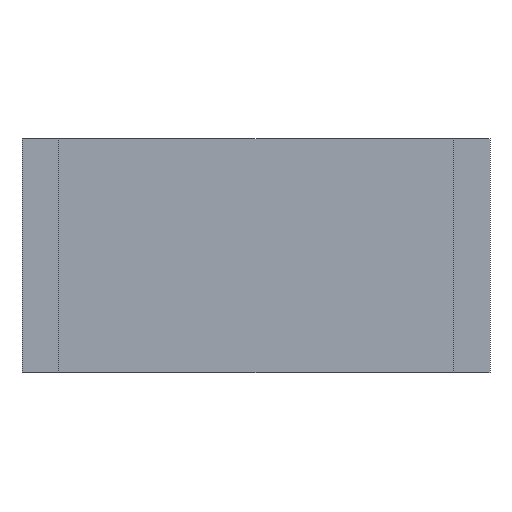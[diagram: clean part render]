
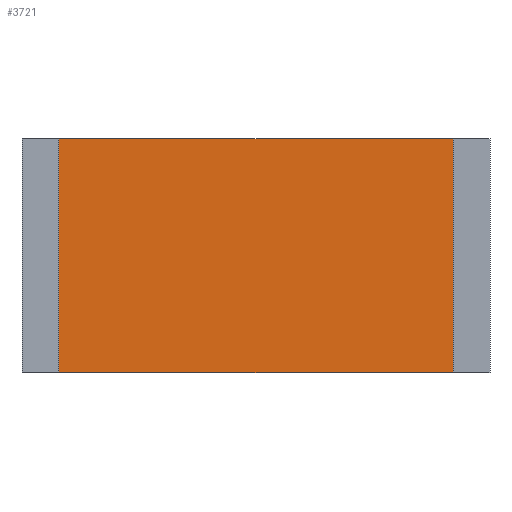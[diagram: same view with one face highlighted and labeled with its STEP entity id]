
A CAD part, front view. The second image highlights one B-rep face of the part: STEP entity #3721.
In plain terms, the highlighted planar face has unit normal (0, -1, 0).
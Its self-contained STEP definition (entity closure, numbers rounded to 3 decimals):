
#116=DIRECTION('',(-1.,0.,0.));
#117=VECTOR('',#116,5.4);
#118=CARTESIAN_POINT('',(2.7,0.02,-1.6));
#119=LINE('',#118,#117);
#137=DIRECTION('',(-1.,0.,0.));
#138=VECTOR('',#137,5.4);
#139=CARTESIAN_POINT('',(2.7,0.02,1.6));
#140=LINE('',#139,#138);
#179=DIRECTION('',(0.,0.,-1.));
#180=VECTOR('',#179,3.2);
#181=CARTESIAN_POINT('',(2.7,0.02,1.6));
#182=LINE('',#181,#180);
#186=DIRECTION('',(0.,0.,-1.));
#187=VECTOR('',#186,3.2);
#188=CARTESIAN_POINT('',(-2.7,0.02,1.6));
#189=LINE('',#188,#187);
#3011=CARTESIAN_POINT('',(2.7,0.02,1.6));
#3012=VERTEX_POINT('',#3011);
#3013=CARTESIAN_POINT('',(-2.7,0.02,1.6));
#3014=VERTEX_POINT('',#3013);
#3019=CARTESIAN_POINT('',(2.7,0.02,-1.6));
#3020=VERTEX_POINT('',#3019);
#3021=CARTESIAN_POINT('',(-2.7,0.02,-1.6));
#3022=VERTEX_POINT('',#3021);
#3709=CARTESIAN_POINT('',(2.7,0.02,1.6));
#3710=DIRECTION('',(0.,1.,0.));
#3711=DIRECTION('',(-1.,0.,0.));
#3712=AXIS2_PLACEMENT_3D('',#3709,#3710,#3711);
#3713=PLANE('',#3712);
#3714=ORIENTED_EDGE('',*,*,#3687,.F.);
#3715=ORIENTED_EDGE('',*,*,#3607,.T.);
#3716=ORIENTED_EDGE('',*,*,#3650,.T.);
#3718=ORIENTED_EDGE('',*,*,#3717,.F.);
#3719=EDGE_LOOP('',(#3714,#3715,#3716,#3718));
#3720=FACE_OUTER_BOUND('',#3719,.F.);
#3721=ADVANCED_FACE('',(#3720),#3713,.F.);
#3607=EDGE_CURVE('',#3012,#3020,#182,.T.);
#3650=EDGE_CURVE('',#3020,#3022,#119,.T.);
#3687=EDGE_CURVE('',#3012,#3014,#140,.T.);
#3717=EDGE_CURVE('',#3014,#3022,#189,.T.);
